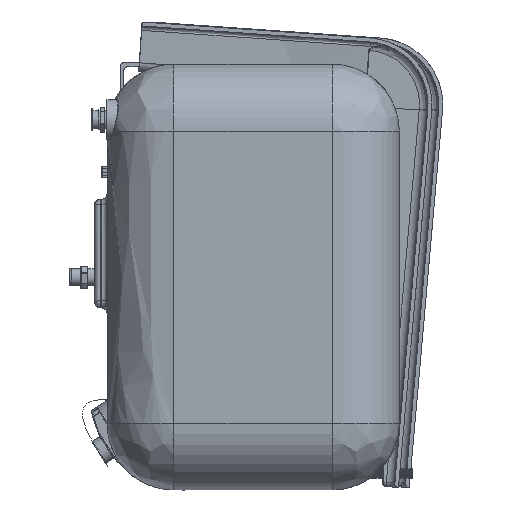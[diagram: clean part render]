
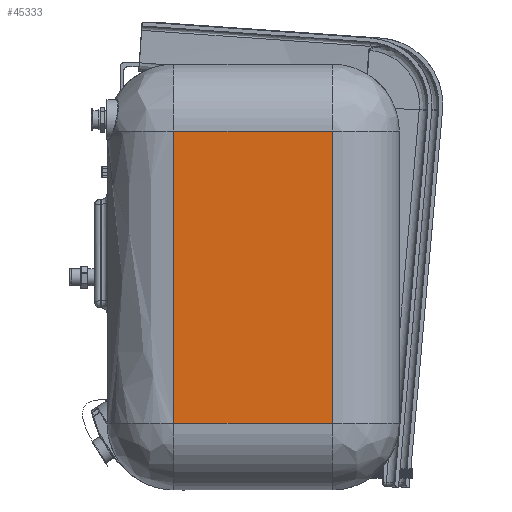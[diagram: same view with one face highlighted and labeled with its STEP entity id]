
A CAD part, left-side view. The second image highlights one B-rep face of the part: STEP entity #45333.
In plain terms, the highlighted free-form (B-spline) face has degree [1, 1] with [2, 2] control points.
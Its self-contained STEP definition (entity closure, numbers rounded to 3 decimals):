
#45333 = ADVANCED_FACE('',(#45334),#45364,.F.);
#45334 = FACE_BOUND('',#45335,.T.);
#45335 = EDGE_LOOP('',(#45336,#45345,#45352,#45359));
#45336 = ORIENTED_EDGE('',*,*,#45337,.T.);
#45337 = EDGE_CURVE('',#45338,#45340,#45342,.T.);
#45338 = VERTEX_POINT('',#45339);
#45339 = CARTESIAN_POINT('',(-223.773,845.223,
    917.391));
#45340 = VERTEX_POINT('',#45341);
#45341 = CARTESIAN_POINT('',(-223.773,632.191,
    917.391));
#45342 = B_SPLINE_CURVE_WITH_KNOTS('',1,(#45343,#45344),.UNSPECIFIED.,
  .F.,.F.,(2,2),(80.,270.),.PIECEWISE_BEZIER_KNOTS.);
#45343 = CARTESIAN_POINT('',(-223.773,845.223,
    917.391));
#45344 = CARTESIAN_POINT('',(-223.773,632.191,
    917.391));
#45345 = ORIENTED_EDGE('',*,*,#45346,.T.);
#45346 = EDGE_CURVE('',#45340,#45347,#45349,.T.);
#45347 = VERTEX_POINT('',#45348);
#45348 = CARTESIAN_POINT('',(-223.773,632.191,
    1309.817));
#45349 = B_SPLINE_CURVE_WITH_KNOTS('',1,(#45350,#45351),.UNSPECIFIED.,
  .F.,.F.,(2,2),(-430.,-80.),.PIECEWISE_BEZIER_KNOTS.);
#45350 = CARTESIAN_POINT('',(-223.773,632.191,
    917.391));
#45351 = CARTESIAN_POINT('',(-223.773,632.191,
    1309.817));
#45352 = ORIENTED_EDGE('',*,*,#45353,.T.);
#45353 = EDGE_CURVE('',#45347,#45354,#45356,.T.);
#45354 = VERTEX_POINT('',#45355);
#45355 = CARTESIAN_POINT('',(-223.773,845.223,
    1309.817));
#45356 = B_SPLINE_CURVE_WITH_KNOTS('',1,(#45357,#45358),.UNSPECIFIED.,
  .F.,.F.,(2,2),(-270.,-80.),.PIECEWISE_BEZIER_KNOTS.);
#45357 = CARTESIAN_POINT('',(-223.773,632.191,
    1309.817));
#45358 = CARTESIAN_POINT('',(-223.773,845.223,
    1309.817));
#45359 = ORIENTED_EDGE('',*,*,#45360,.T.);
#45360 = EDGE_CURVE('',#45354,#45338,#45361,.T.);
#45361 = B_SPLINE_CURVE_WITH_KNOTS('',1,(#45362,#45363),.UNSPECIFIED.,
  .F.,.F.,(2,2),(-430.,-80.),.PIECEWISE_BEZIER_KNOTS.);
#45362 = CARTESIAN_POINT('',(-223.773,845.223,
    1309.817));
#45363 = CARTESIAN_POINT('',(-223.773,845.223,
    917.391));
#45364 = B_SPLINE_SURFACE_WITH_KNOTS('',1,1,(
    (#45365,#45366)
    ,(#45367,#45368
    )),.UNSPECIFIED.,.F.,.F.,.F.,(2,2),(2,2),(80.,430.),(-270.,-80.),
  .PIECEWISE_BEZIER_KNOTS.);
#45365 = CARTESIAN_POINT('',(-223.773,632.191,
    1309.817));
#45366 = CARTESIAN_POINT('',(-223.773,845.223,
    1309.817));
#45367 = CARTESIAN_POINT('',(-223.773,632.191,
    917.391));
#45368 = CARTESIAN_POINT('',(-223.773,845.223,
    917.391));
